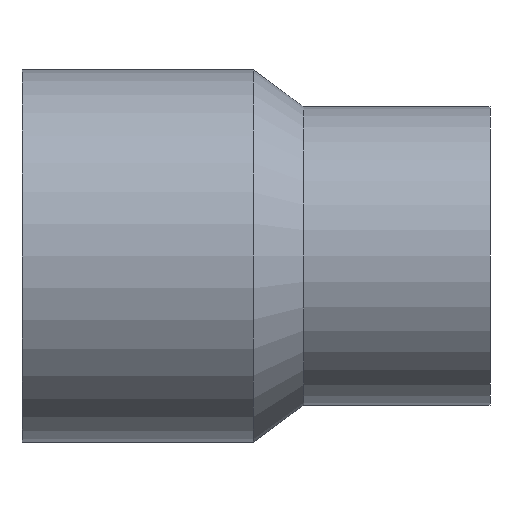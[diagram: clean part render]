
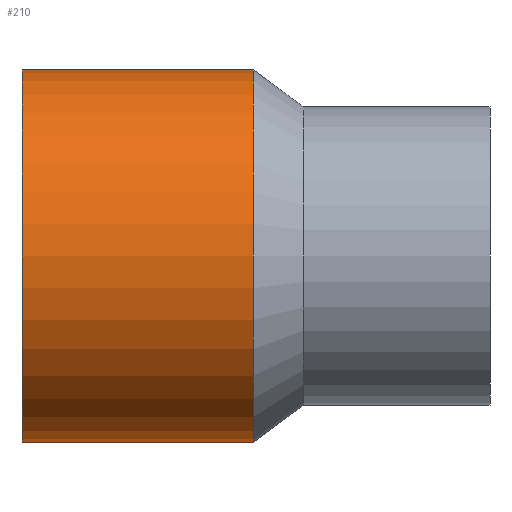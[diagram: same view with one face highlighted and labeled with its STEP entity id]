
A CAD part, front view. The second image highlights one B-rep face of the part: STEP entity #210.
In plain terms, the highlighted cylindrical face has radius 125 mm (diameter 250 mm), a full revolution.
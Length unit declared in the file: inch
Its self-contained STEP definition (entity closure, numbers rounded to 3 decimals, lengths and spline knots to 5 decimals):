
#13 = FACE_OUTER_BOUND ( 'NONE', #59, .T. ) ;
#18 = CARTESIAN_POINT ( 'NONE',  ( 6.10236, 4.92126, 0. ) ) ;
#19 = CARTESIAN_POINT ( 'NONE',  ( 0., 4.92126, 0. ) ) ;
#25 = CIRCLE ( 'NONE', #28, 4.92126 ) ;
#28 = AXIS2_PLACEMENT_3D ( 'NONE', #46, #151, #34 ) ;
#34 = DIRECTION ( 'NONE',  ( 0., 1., 0. ) ) ;
#43 = EDGE_CURVE ( 'NONE', #117, #117, #80, .T. ) ;
#46 = CARTESIAN_POINT ( 'NONE',  ( 0., 0., 0. ) ) ;
#59 = EDGE_LOOP ( 'NONE', ( #243 ) ) ;
#68 = DIRECTION ( 'NONE',  ( -1., 0., 0. ) ) ;
#69 = ORIENTED_EDGE ( 'NONE', *, *, #134, .T. ) ;
#80 = CIRCLE ( 'NONE', #242, 4.92126 ) ;
#95 = DIRECTION ( 'NONE',  ( 0., 1., 0. ) ) ;
#103 = VERTEX_POINT ( 'NONE', #19 ) ;
#114 = DIRECTION ( 'NONE',  ( 0., 1., 0. ) ) ;
#117 = VERTEX_POINT ( 'NONE', #18 ) ;
#134 = EDGE_CURVE ( 'NONE', #103, #103, #25, .T. ) ;
#151 = DIRECTION ( 'NONE',  ( 1., 0., 0. ) ) ;
#164 = CARTESIAN_POINT ( 'NONE',  ( 3.05118, 0., 0. ) ) ;
#200 = CYLINDRICAL_SURFACE ( 'NONE', #212, 4.92126 ) ;
#205 = EDGE_LOOP ( 'NONE', ( #69 ) ) ;
#210 = ADVANCED_FACE ( 'NONE', ( #13, #241 ), #200, .T. ) ;
#212 = AXIS2_PLACEMENT_3D ( 'NONE', #164, #225, #95 ) ;
#225 = DIRECTION ( 'NONE',  ( 1., 0., 0. ) ) ;
#241 = FACE_OUTER_BOUND ( 'NONE', #205, .T. ) ;
#242 = AXIS2_PLACEMENT_3D ( 'NONE', #244, #68, #114 ) ;
#243 = ORIENTED_EDGE ( 'NONE', *, *, #43, .T. ) ;
#244 = CARTESIAN_POINT ( 'NONE',  ( 6.10236, 0., 0. ) ) ;
